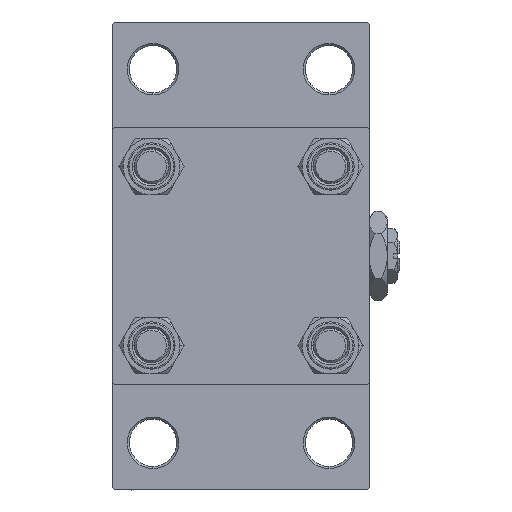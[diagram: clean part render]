
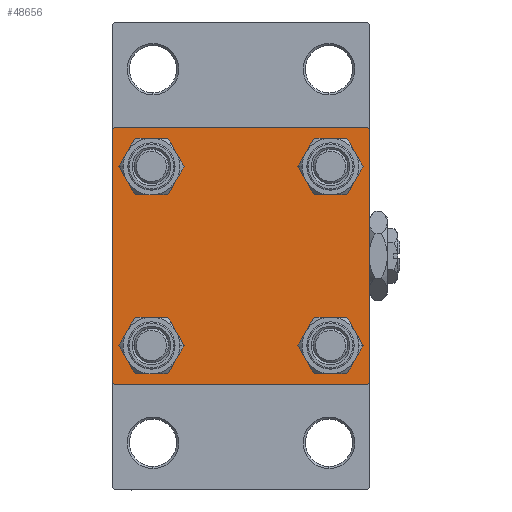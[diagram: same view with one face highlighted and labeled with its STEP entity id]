
A CAD part, left-side view. The second image highlights one B-rep face of the part: STEP entity #48656.
In plain terms, the highlighted planar face has unit normal (-1, 0, 0).
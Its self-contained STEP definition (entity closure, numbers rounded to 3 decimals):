
#31 = DIRECTION ( 'NONE',  ( 0., 0.707, 0.707 ) ) ;
#263 = LINE ( 'NONE', #39606, #43746 ) ;
#682 = VECTOR ( 'NONE', #21801, 1000. ) ;
#1713 = EDGE_LOOP ( 'NONE', ( #14170, #3023 ) ) ;
#1816 = CARTESIAN_POINT ( 'NONE',  ( 0., 29.5, -30. ) ) ;
#2612 = DIRECTION ( 'NONE',  ( -1., 0., 0. ) ) ;
#2935 = CARTESIAN_POINT ( 'NONE',  ( 0., 30., -29.5 ) ) ;
#3023 = ORIENTED_EDGE ( 'NONE', *, *, #18268, .T. ) ;
#4135 = DIRECTION ( 'NONE',  ( 1., 0., 0. ) ) ;
#4319 = AXIS2_PLACEMENT_3D ( 'NONE', #49293, #37695, #18408 ) ;
#4611 = VERTEX_POINT ( 'NONE', #15908 ) ;
#5253 = CIRCLE ( 'NONE', #17595, 4.5 ) ;
#5641 = DIRECTION ( 'NONE',  ( 0., 0., 1. ) ) ;
#5853 = VECTOR ( 'NONE', #47149, 1000. ) ;
#5990 = CIRCLE ( 'NONE', #22395, 4.5 ) ;
#6035 = AXIS2_PLACEMENT_3D ( 'NONE', #45835, #2612, #41964 ) ;
#6483 = FACE_BOUND ( 'NONE', #50492, .T. ) ;
#7056 = VERTEX_POINT ( 'NONE', #46668 ) ;
#7287 = CARTESIAN_POINT ( 'NONE',  ( 0., 20.85, -25.35 ) ) ;
#7455 = ORIENTED_EDGE ( 'NONE', *, *, #46753, .F. ) ;
#7465 = CARTESIAN_POINT ( 'NONE',  ( 0., -20.85, -20.85 ) ) ;
#7998 = CARTESIAN_POINT ( 'NONE',  ( 0., 20.85, 20.85 ) ) ;
#8261 = ORIENTED_EDGE ( 'NONE', *, *, #31684, .T. ) ;
#9270 = AXIS2_PLACEMENT_3D ( 'NONE', #47542, #23614, #43416 ) ;
#10310 = EDGE_CURVE ( 'NONE', #25375, #37849, #26478, .T. ) ;
#10620 = CARTESIAN_POINT ( 'NONE',  ( 0., -29.5, 30. ) ) ;
#10782 = EDGE_LOOP ( 'NONE', ( #19637, #43689 ) ) ;
#10909 = ORIENTED_EDGE ( 'NONE', *, *, #35068, .T. ) ;
#10976 = EDGE_CURVE ( 'NONE', #37984, #24081, #45496, .T. ) ;
#11090 = EDGE_CURVE ( 'NONE', #4611, #7056, #38863, .T. ) ;
#11113 = FACE_BOUND ( 'NONE', #1713, .T. ) ;
#11569 = ORIENTED_EDGE ( 'NONE', *, *, #14516, .T. ) ;
#11706 = VECTOR ( 'NONE', #50572, 1000. ) ;
#11776 = CIRCLE ( 'NONE', #32297, 4.5 ) ;
#12122 = CARTESIAN_POINT ( 'NONE',  ( 0., 20.85, -20.85 ) ) ;
#12227 = LINE ( 'NONE', #43353, #23500 ) ;
#12601 = EDGE_CURVE ( 'NONE', #24891, #34670, #40502, .T. ) ;
#12841 = DIRECTION ( 'NONE',  ( 0., 0., 1. ) ) ;
#13038 = DIRECTION ( 'NONE',  ( 0., 0., -1. ) ) ;
#13168 = CARTESIAN_POINT ( 'NONE',  ( 0., -30., 29.5 ) ) ;
#13174 = CARTESIAN_POINT ( 'NONE',  ( 0., -20.85, 16.35 ) ) ;
#14170 = ORIENTED_EDGE ( 'NONE', *, *, #10310, .T. ) ;
#14516 = EDGE_CURVE ( 'NONE', #34670, #24891, #5990, .T. ) ;
#14867 = LINE ( 'NONE', #48269, #26040 ) ;
#14940 = ORIENTED_EDGE ( 'NONE', *, *, #15588, .T. ) ;
#15588 = EDGE_CURVE ( 'NONE', #19411, #34105, #11776, .T. ) ;
#15908 = CARTESIAN_POINT ( 'NONE',  ( 0., 20.85, 16.35 ) ) ;
#16138 = VERTEX_POINT ( 'NONE', #36058 ) ;
#16689 = CARTESIAN_POINT ( 'NONE',  ( 0., -20.85, 20.85 ) ) ;
#16794 = EDGE_LOOP ( 'NONE', ( #8261, #29297, #45806, #43121, #31959, #10909, #7455, #44537 ) ) ;
#17420 = CARTESIAN_POINT ( 'NONE',  ( 0., -20.85, -25.35 ) ) ;
#17595 = AXIS2_PLACEMENT_3D ( 'NONE', #12122, #46611, #43003 ) ;
#18205 = LINE ( 'NONE', #44972, #682 ) ;
#18268 = EDGE_CURVE ( 'NONE', #37849, #25375, #5253, .T. ) ;
#18408 = DIRECTION ( 'NONE',  ( 0., 0., 1. ) ) ;
#18944 = EDGE_CURVE ( 'NONE', #34105, #19411, #34889, .T. ) ;
#19073 = AXIS2_PLACEMENT_3D ( 'NONE', #37650, #29666, #45387 ) ;
#19115 = VECTOR ( 'NONE', #38529, 1000. ) ;
#19411 = VERTEX_POINT ( 'NONE', #33304 ) ;
#19637 = ORIENTED_EDGE ( 'NONE', *, *, #34415, .T. ) ;
#19643 = VECTOR ( 'NONE', #31, 1000. ) ;
#19655 = VERTEX_POINT ( 'NONE', #2935 ) ;
#20032 = VERTEX_POINT ( 'NONE', #1816 ) ;
#21801 = DIRECTION ( 'NONE',  ( 0., -0.707, 0.707 ) ) ;
#21904 = CARTESIAN_POINT ( 'NONE',  ( 0., 29.5, 30. ) ) ;
#22163 = FACE_BOUND ( 'NONE', #10782, .T. ) ;
#22395 = AXIS2_PLACEMENT_3D ( 'NONE', #7465, #34713, #30319 ) ;
#22698 = ORIENTED_EDGE ( 'NONE', *, *, #12601, .T. ) ;
#23500 = VECTOR ( 'NONE', #35374, 1000. ) ;
#23614 = DIRECTION ( 'NONE',  ( 1., 0., 0. ) ) ;
#23941 = CARTESIAN_POINT ( 'NONE',  ( 0., -29.75, 29.75 ) ) ;
#24081 = VERTEX_POINT ( 'NONE', #47235 ) ;
#24459 = CARTESIAN_POINT ( 'NONE',  ( 0., 29.75, 29.75 ) ) ;
#24891 = VERTEX_POINT ( 'NONE', #30339 ) ;
#24920 = DIRECTION ( 'NONE',  ( 1., 0., 0. ) ) ;
#25375 = VERTEX_POINT ( 'NONE', #37206 ) ;
#25483 = EDGE_CURVE ( 'NONE', #19655, #20032, #12227, .T. ) ;
#26040 = VECTOR ( 'NONE', #13038, 1000. ) ;
#26478 = CIRCLE ( 'NONE', #4319, 4.5 ) ;
#26792 = FACE_OUTER_BOUND ( 'NONE', #16794, .T. ) ;
#27236 = VERTEX_POINT ( 'NONE', #21904 ) ;
#29297 = ORIENTED_EDGE ( 'NONE', *, *, #25483, .T. ) ;
#29666 = DIRECTION ( 'NONE',  ( 1., 0., 0. ) ) ;
#30319 = DIRECTION ( 'NONE',  ( 0., 0., 1. ) ) ;
#30339 = CARTESIAN_POINT ( 'NONE',  ( 0., -20.85, -16.35 ) ) ;
#30704 = EDGE_CURVE ( 'NONE', #16138, #24081, #18205, .T. ) ;
#31684 = EDGE_CURVE ( 'NONE', #38877, #19655, #14867, .T. ) ;
#31959 = ORIENTED_EDGE ( 'NONE', *, *, #10976, .F. ) ;
#32297 = AXIS2_PLACEMENT_3D ( 'NONE', #16689, #24920, #12841 ) ;
#33304 = CARTESIAN_POINT ( 'NONE',  ( 0., -20.85, 25.35 ) ) ;
#33486 = DIRECTION ( 'NONE',  ( 0., 0., 1. ) ) ;
#33800 = EDGE_LOOP ( 'NONE', ( #22698, #11569 ) ) ;
#34105 = VERTEX_POINT ( 'NONE', #13174 ) ;
#34241 = CARTESIAN_POINT ( 'NONE',  ( 0., -20.85, 20.85 ) ) ;
#34415 = EDGE_CURVE ( 'NONE', #7056, #4611, #40102, .T. ) ;
#34670 = VERTEX_POINT ( 'NONE', #17420 ) ;
#34713 = DIRECTION ( 'NONE',  ( 1., 0., 0. ) ) ;
#34889 = CIRCLE ( 'NONE', #37338, 4.5 ) ;
#35068 = EDGE_CURVE ( 'NONE', #37984, #37731, #35263, .T. ) ;
#35112 = CARTESIAN_POINT ( 'NONE',  ( 0., 30., -30. ) ) ;
#35263 = LINE ( 'NONE', #23941, #19643 ) ;
#35374 = DIRECTION ( 'NONE',  ( 0., -0.707, -0.707 ) ) ;
#36034 = LINE ( 'NONE', #24459, #5853 ) ;
#36058 = CARTESIAN_POINT ( 'NONE',  ( 0., -29.5, -30. ) ) ;
#37206 = CARTESIAN_POINT ( 'NONE',  ( 0., 20.85, -16.35 ) ) ;
#37338 = AXIS2_PLACEMENT_3D ( 'NONE', #34241, #49207, #33486 ) ;
#37650 = CARTESIAN_POINT ( 'NONE',  ( 0., -20.85, -20.85 ) ) ;
#37695 = DIRECTION ( 'NONE',  ( 1., 0., 0. ) ) ;
#37731 = VERTEX_POINT ( 'NONE', #10620 ) ;
#37848 = PLANE ( 'NONE',  #6035 ) ;
#37849 = VERTEX_POINT ( 'NONE', #7287 ) ;
#37984 = VERTEX_POINT ( 'NONE', #13168 ) ;
#38529 = DIRECTION ( 'NONE',  ( 0., 0., -1. ) ) ;
#38863 = CIRCLE ( 'NONE', #9270, 4.5 ) ;
#38877 = VERTEX_POINT ( 'NONE', #47622 ) ;
#39606 = CARTESIAN_POINT ( 'NONE',  ( 0., 30., 30. ) ) ;
#40102 = CIRCLE ( 'NONE', #48342, 4.5 ) ;
#40502 = CIRCLE ( 'NONE', #19073, 4.5 ) ;
#40798 = EDGE_CURVE ( 'NONE', #27236, #38877, #36034, .T. ) ;
#40858 = LINE ( 'NONE', #35112, #11706 ) ;
#41964 = DIRECTION ( 'NONE',  ( 0., 0., 1. ) ) ;
#43003 = DIRECTION ( 'NONE',  ( 0., 0., 1. ) ) ;
#43121 = ORIENTED_EDGE ( 'NONE', *, *, #30704, .T. ) ;
#43353 = CARTESIAN_POINT ( 'NONE',  ( 0., 29.75, -29.75 ) ) ;
#43416 = DIRECTION ( 'NONE',  ( 0., 0., 1. ) ) ;
#43689 = ORIENTED_EDGE ( 'NONE', *, *, #11090, .T. ) ;
#43746 = VECTOR ( 'NONE', #47103, 1000. ) ;
#44537 = ORIENTED_EDGE ( 'NONE', *, *, #40798, .T. ) ;
#44972 = CARTESIAN_POINT ( 'NONE',  ( 0., -29.75, -29.75 ) ) ;
#45387 = DIRECTION ( 'NONE',  ( 0., 0., 1. ) ) ;
#45496 = LINE ( 'NONE', #46261, #19115 ) ;
#45806 = ORIENTED_EDGE ( 'NONE', *, *, #46919, .T. ) ;
#45835 = CARTESIAN_POINT ( 'NONE',  ( 0., 0., 0. ) ) ;
#46261 = CARTESIAN_POINT ( 'NONE',  ( 0., -30., 30. ) ) ;
#46357 = FACE_BOUND ( 'NONE', #33800, .T. ) ;
#46611 = DIRECTION ( 'NONE',  ( 1., 0., 0. ) ) ;
#46668 = CARTESIAN_POINT ( 'NONE',  ( 0., 20.85, 25.35 ) ) ;
#46753 = EDGE_CURVE ( 'NONE', #27236, #37731, #263, .T. ) ;
#46919 = EDGE_CURVE ( 'NONE', #20032, #16138, #40858, .T. ) ;
#47103 = DIRECTION ( 'NONE',  ( 0., -1., 0. ) ) ;
#47149 = DIRECTION ( 'NONE',  ( 0., 0.707, -0.707 ) ) ;
#47235 = CARTESIAN_POINT ( 'NONE',  ( 0., -30., -29.5 ) ) ;
#47542 = CARTESIAN_POINT ( 'NONE',  ( 0., 20.85, 20.85 ) ) ;
#47622 = CARTESIAN_POINT ( 'NONE',  ( 0., 30., 29.5 ) ) ;
#48269 = CARTESIAN_POINT ( 'NONE',  ( 0., 30., 30. ) ) ;
#48342 = AXIS2_PLACEMENT_3D ( 'NONE', #7998, #4135, #5641 ) ;
#48656 = ADVANCED_FACE ( 'NONE', ( #6483, #46357, #11113, #22163, #26792 ), #37848, .T. ) ;
#48999 = ORIENTED_EDGE ( 'NONE', *, *, #18944, .T. ) ;
#49207 = DIRECTION ( 'NONE',  ( 1., 0., 0. ) ) ;
#49293 = CARTESIAN_POINT ( 'NONE',  ( 0., 20.85, -20.85 ) ) ;
#50492 = EDGE_LOOP ( 'NONE', ( #14940, #48999 ) ) ;
#50572 = DIRECTION ( 'NONE',  ( 0., -1., 0. ) ) ;
